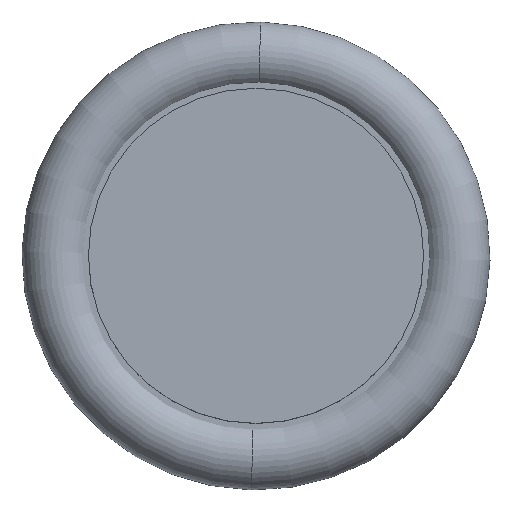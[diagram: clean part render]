
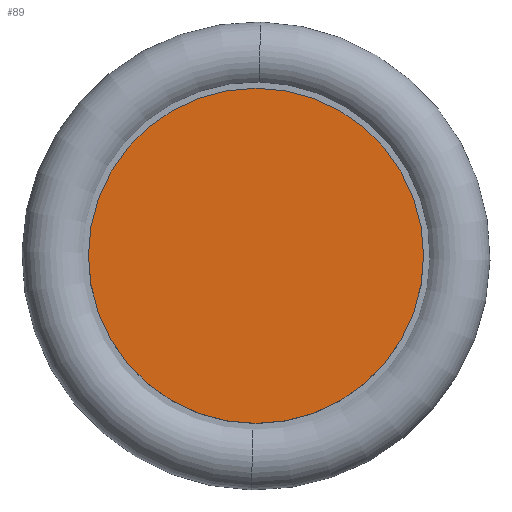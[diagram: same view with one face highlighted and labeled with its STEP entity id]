
A CAD part, top view. The second image highlights one B-rep face of the part: STEP entity #89.
In plain terms, the highlighted planar face has unit normal (0, 0, 1).
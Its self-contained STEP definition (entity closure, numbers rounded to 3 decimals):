
#9 = CARTESIAN_POINT ( 'NONE',  ( 5.525, 5.498, 7.034 ) ) ;
#30 = ORIENTED_EDGE ( 'NONE', *, *, #369, .T. ) ;
#32 = AXIS2_PLACEMENT_3D ( 'NONE', #174, #140, #331 ) ;
#84 = CARTESIAN_POINT ( 'NONE',  ( 5.525, 9.898, 7.034 ) ) ;
#89 = ADVANCED_FACE ( 'NONE', ( #142 ), #380, .F. ) ;
#122 = CIRCLE ( 'NONE', #177, 4.4 ) ;
#140 = DIRECTION ( 'NONE',  ( 0., 0., 1. ) ) ;
#142 = FACE_OUTER_BOUND ( 'NONE', #290, .T. ) ;
#160 = DIRECTION ( 'NONE',  ( 0., -1., 0. ) ) ;
#164 = CARTESIAN_POINT ( 'NONE',  ( 5.525, 5.498, 7.034 ) ) ;
#174 = CARTESIAN_POINT ( 'NONE',  ( 5.525, 5.498, 7.034 ) ) ;
#177 = AXIS2_PLACEMENT_3D ( 'NONE', #164, #226, #160 ) ;
#179 = ORIENTED_EDGE ( 'NONE', *, *, #300, .T. ) ;
#212 = VERTEX_POINT ( 'NONE', #249 ) ;
#220 = DIRECTION ( 'NONE',  ( 0., 0., -1. ) ) ;
#226 = DIRECTION ( 'NONE',  ( 0., 0., 1. ) ) ;
#249 = CARTESIAN_POINT ( 'NONE',  ( 5.525, 1.098, 7.034 ) ) ;
#252 = DIRECTION ( 'NONE',  ( 0., 1., 0. ) ) ;
#290 = EDGE_LOOP ( 'NONE', ( #30, #179 ) ) ;
#300 = EDGE_CURVE ( 'NONE', #379, #212, #122, .T. ) ;
#331 = DIRECTION ( 'NONE',  ( 0., -1., 0. ) ) ;
#336 = CIRCLE ( 'NONE', #32, 4.4 ) ;
#338 = AXIS2_PLACEMENT_3D ( 'NONE', #9, #220, #252 ) ;
#369 = EDGE_CURVE ( 'NONE', #212, #379, #336, .T. ) ;
#379 = VERTEX_POINT ( 'NONE', #84 ) ;
#380 = PLANE ( 'NONE',  #338 ) ;
